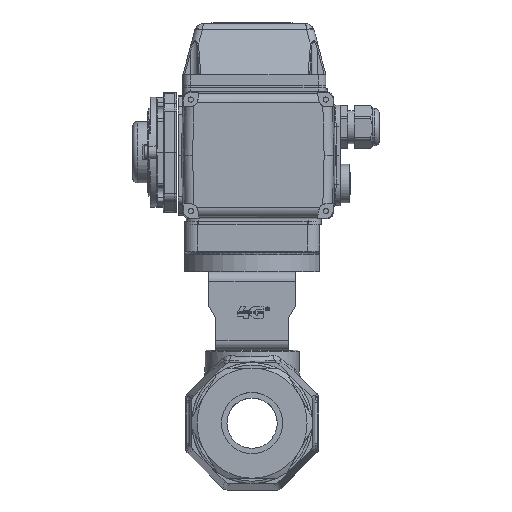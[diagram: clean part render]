
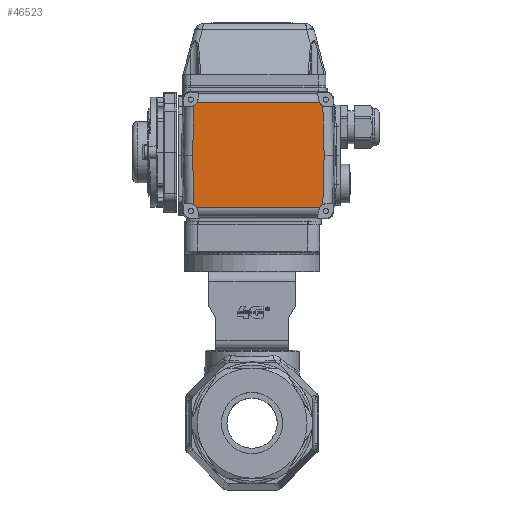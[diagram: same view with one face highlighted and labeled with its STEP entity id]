
A CAD part, top view. The second image highlights one B-rep face of the part: STEP entity #46523.
In plain terms, the highlighted face is planar.
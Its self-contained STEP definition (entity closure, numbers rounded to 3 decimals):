
#3686=LINE('',#84149,#7242);
#3688=LINE('',#84152,#7244);
#3689=LINE('',#84154,#7245);
#3691=LINE('',#84157,#7247);
#3694=LINE('',#84167,#7250);
#3696=LINE('',#84170,#7252);
#7242=VECTOR('',#60945,1000.);
#7244=VECTOR('',#60949,1000.);
#7245=VECTOR('',#60952,1000.);
#7247=VECTOR('',#60956,1000.);
#7250=VECTOR('',#60961,1000.);
#7252=VECTOR('',#60965,1000.);
#9739=PLANE('',#50545);
#19743=ORIENTED_EDGE('',*,*,#27837,.T.);
#19744=ORIENTED_EDGE('',*,*,#27747,.F.);
#19745=ORIENTED_EDGE('',*,*,#27834,.T.);
#19746=ORIENTED_EDGE('',*,*,#27763,.F.);
#19747=ORIENTED_EDGE('',*,*,#27832,.T.);
#19748=ORIENTED_EDGE('',*,*,#27835,.T.);
#19749=ORIENTED_EDGE('',*,*,#27775,.F.);
#19750=ORIENTED_EDGE('',*,*,#27841,.T.);
#19751=ORIENTED_EDGE('',*,*,#27791,.F.);
#19752=ORIENTED_EDGE('',*,*,#27843,.T.);
#27747=EDGE_CURVE('',#32615,#32610,#35102,.T.);
#27763=EDGE_CURVE('',#32628,#32623,#35105,.T.);
#27775=EDGE_CURVE('',#32637,#32638,#35107,.T.);
#27791=EDGE_CURVE('',#32650,#32651,#35110,.T.);
#27832=EDGE_CURVE('',#32628,#32687,#3686,.T.);
#27834=EDGE_CURVE('',#32615,#32623,#3688,.T.);
#27835=EDGE_CURVE('',#32687,#32638,#3689,.T.);
#27837=EDGE_CURVE('',#32688,#32610,#3691,.T.);
#27841=EDGE_CURVE('',#32637,#32651,#3694,.T.);
#27843=EDGE_CURVE('',#32650,#32688,#3696,.T.);
#32610=VERTEX_POINT('',#83874);
#32615=VERTEX_POINT('',#83886);
#32623=VERTEX_POINT('',#83919);
#32628=VERTEX_POINT('',#83931);
#32637=VERTEX_POINT('',#83965);
#32638=VERTEX_POINT('',#83967);
#32650=VERTEX_POINT('',#84010);
#32651=VERTEX_POINT('',#84012);
#32687=VERTEX_POINT('',#84148);
#32688=VERTEX_POINT('',#84158);
#35102=CIRCLE('',#50479,4.5);
#35105=CIRCLE('',#50487,4.5);
#35107=CIRCLE('',#50494,4.5);
#35110=CIRCLE('',#50502,4.5);
#37940=EDGE_LOOP('',(#19743,#19744,#19745,#19746,#19747,#19748,#19749,#19750,
#19751,#19752));
#41026=FACE_BOUND('',#37940,.T.);
#46523=ADVANCED_FACE('',(#41026),#9739,.F.);
#50479=AXIS2_PLACEMENT_3D('',#83887,#60820,#60821);
#50487=AXIS2_PLACEMENT_3D('',#83932,#60844,#60845);
#50494=AXIS2_PLACEMENT_3D('',#83966,#60864,#60865);
#50502=AXIS2_PLACEMENT_3D('',#84011,#60888,#60889);
#50545=AXIS2_PLACEMENT_3D('',#84245,#61028,#61029);
#60820=DIRECTION('',(0.,1.,0.));
#60821=DIRECTION('',(0.,0.,-1.));
#60844=DIRECTION('',(0.,1.,0.));
#60845=DIRECTION('',(0.,0.,1.));
#60864=DIRECTION('',(0.,1.,0.));
#60865=DIRECTION('',(0.,0.,-1.));
#60888=DIRECTION('',(0.,1.,0.));
#60889=DIRECTION('',(0.,0.,1.));
#60945=DIRECTION('',(-0.026,0.,1.));
#60949=DIRECTION('',(-1.,0.,0.));
#60952=DIRECTION('',(0.026,0.,1.));
#60956=DIRECTION('',(-0.026,0.,-1.));
#60961=DIRECTION('',(1.,0.,0.));
#60965=DIRECTION('',(0.026,0.,-1.));
#61028=DIRECTION('',(0.,-1.,0.));
#61029=DIRECTION('',(0.,0.,-1.));
#83874=CARTESIAN_POINT('',(41.066,27.,-31.437));
#83886=CARTESIAN_POINT('',(39.025,27.,-33.391));
#83887=CARTESIAN_POINT('',(43.,27.,-35.5));
#83919=CARTESIAN_POINT('',(-39.025,27.,-33.391));
#83931=CARTESIAN_POINT('',(-41.066,27.,-31.437));
#83932=CARTESIAN_POINT('',(-43.,27.,-35.5));
#83965=CARTESIAN_POINT('',(-39.025,27.,33.391));
#83966=CARTESIAN_POINT('',(-43.,27.,35.5));
#83967=CARTESIAN_POINT('',(-41.066,27.,31.437));
#84010=CARTESIAN_POINT('',(41.066,27.,31.437));
#84011=CARTESIAN_POINT('',(43.,27.,35.5));
#84012=CARTESIAN_POINT('',(39.025,27.,33.391));
#84148=CARTESIAN_POINT('',(-41.889,27.,0.));
#84149=CARTESIAN_POINT('',(-41.86,27.,-1.096));
#84152=CARTESIAN_POINT('',(0.,27.,-33.391));
#84154=CARTESIAN_POINT('',(-41.86,27.,1.096));
#84157=CARTESIAN_POINT('',(41.86,27.,-1.096));
#84158=CARTESIAN_POINT('',(41.889,27.,0.));
#84167=CARTESIAN_POINT('',(0.,27.,33.391));
#84170=CARTESIAN_POINT('',(41.86,27.,1.096));
#84245=CARTESIAN_POINT('',(0.,27.,0.));
